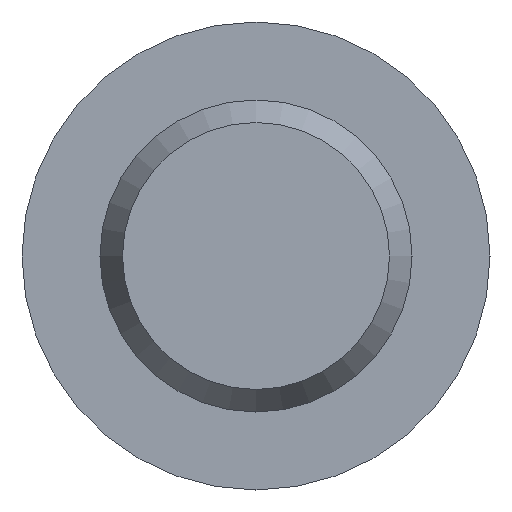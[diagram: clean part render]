
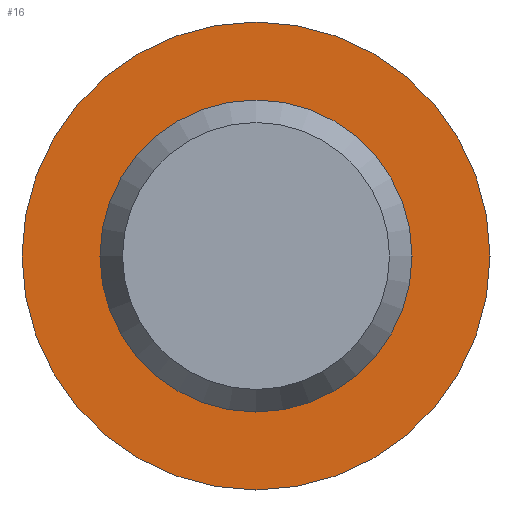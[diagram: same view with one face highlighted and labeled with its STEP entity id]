
A CAD part, left-side view. The second image highlights one B-rep face of the part: STEP entity #16.
In plain terms, the highlighted planar face has unit normal (-1, 0, 0).
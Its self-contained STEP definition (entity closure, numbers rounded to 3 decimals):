
#4 = DIRECTION ( 'NONE',  ( 0., 0., 1. ) ) ;
#6 = VERTEX_POINT ( 'NONE', #249 ) ;
#16 = ADVANCED_FACE ( 'NONE', ( #71, #52 ), #201, .F. ) ;
#20 = CARTESIAN_POINT ( 'NONE',  ( 10.5, 0., 0. ) ) ;
#30 = DIRECTION ( 'NONE',  ( 0., 0., -1. ) ) ;
#32 = CARTESIAN_POINT ( 'NONE',  ( 10.5, 3., 0. ) ) ;
#44 = VERTEX_POINT ( 'NONE', #214 ) ;
#48 = ORIENTED_EDGE ( 'NONE', *, *, #173, .F. ) ;
#52 = FACE_OUTER_BOUND ( 'NONE', #257, .T. ) ;
#57 = AXIS2_PLACEMENT_3D ( 'NONE', #32, #202, #30 ) ;
#71 = FACE_BOUND ( 'NONE', #232, .T. ) ;
#80 = DIRECTION ( 'NONE',  ( -1., 0., 0. ) ) ;
#95 = DIRECTION ( 'NONE',  ( -1., 0., 0. ) ) ;
#106 = CIRCLE ( 'NONE', #114, 2. ) ;
#114 = AXIS2_PLACEMENT_3D ( 'NONE', #20, #80, #187 ) ;
#150 = CIRCLE ( 'NONE', #216, 3. ) ;
#153 = ORIENTED_EDGE ( 'NONE', *, *, #189, .T. ) ;
#173 = EDGE_CURVE ( 'NONE', #6, #6, #106, .T. ) ;
#187 = DIRECTION ( 'NONE',  ( 0., 0., 1. ) ) ;
#189 = EDGE_CURVE ( 'NONE', #44, #44, #150, .T. ) ;
#201 = PLANE ( 'NONE',  #57 ) ;
#202 = DIRECTION ( 'NONE',  ( 1., 0., 0. ) ) ;
#214 = CARTESIAN_POINT ( 'NONE',  ( 10.5, 0., 3. ) ) ;
#216 = AXIS2_PLACEMENT_3D ( 'NONE', #246, #95, #4 ) ;
#232 = EDGE_LOOP ( 'NONE', ( #48 ) ) ;
#246 = CARTESIAN_POINT ( 'NONE',  ( 10.5, 0., 0. ) ) ;
#249 = CARTESIAN_POINT ( 'NONE',  ( 10.5, 0., 2. ) ) ;
#257 = EDGE_LOOP ( 'NONE', ( #153 ) ) ;
